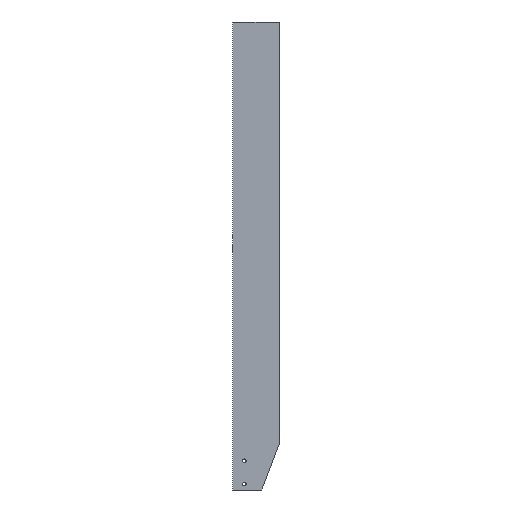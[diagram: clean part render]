
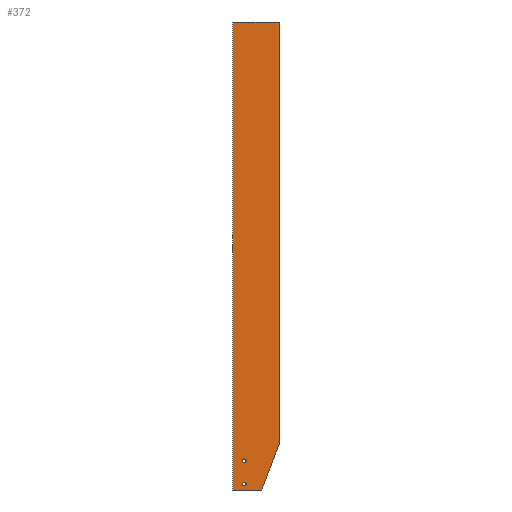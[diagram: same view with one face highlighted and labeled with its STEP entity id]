
A CAD part, front view. The second image highlights one B-rep face of the part: STEP entity #372.
In plain terms, the highlighted planar face has unit normal (0, -1, 0).
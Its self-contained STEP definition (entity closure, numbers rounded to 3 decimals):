
#266=CARTESIAN_POINT('',(40.,0.,400.));
#267=VERTEX_POINT('',#266);
#268=CARTESIAN_POINT('',(40.,0.,40.));
#269=VERTEX_POINT('',#268);
#270=CARTESIAN_POINT('',(40.,0.,400.));
#271=DIRECTION('',(0.,0.,-1.));
#272=VECTOR('',#271,360.);
#273=LINE('',#270,#272);
#274=EDGE_CURVE('',#267,#269,#273,.T.);
#288=CARTESIAN_POINT('',(0.,0.,0.));
#289=VERTEX_POINT('',#288);
#300=CARTESIAN_POINT('',(0.,0.,400.));
#301=VERTEX_POINT('',#300);
#302=CARTESIAN_POINT('',(0.,0.,400.));
#303=DIRECTION('',(0.,0.,-1.));
#304=VECTOR('',#303,400.);
#305=LINE('',#302,#304);
#306=EDGE_CURVE('',#301,#289,#305,.T.);
#321=CARTESIAN_POINT('',(0.,0.,400.));
#322=DIRECTION('',(0.,1.,0.));
#323=DIRECTION('',(0.,0.,1.));
#324=AXIS2_PLACEMENT_3D('',#321,#322,#323);
#325=PLANE('',#324);
#326=CARTESIAN_POINT('',(10.,0.,3.5));
#327=VERTEX_POINT('',#326);
#328=CARTESIAN_POINT('',(10.,0.,5.));
#329=DIRECTION('',(0.,-1.,0.));
#330=DIRECTION('',(0.,0.,-1.));
#331=AXIS2_PLACEMENT_3D('',#328,#329,#330);
#332=CIRCLE('',#331,1.5);
#333=EDGE_CURVE('',#327,#327,#332,.T.);
#334=ORIENTED_EDGE('',*,*,#333,.F.);
#335=EDGE_LOOP('',(#334));
#336=FACE_BOUND('',#335,.T.);
#337=CARTESIAN_POINT('',(10.,0.,23.5));
#338=VERTEX_POINT('',#337);
#339=CARTESIAN_POINT('',(10.,0.,25.));
#340=DIRECTION('',(0.,-1.,0.));
#341=DIRECTION('',(0.,0.,-1.));
#342=AXIS2_PLACEMENT_3D('',#339,#340,#341);
#343=CIRCLE('',#342,1.5);
#344=EDGE_CURVE('',#338,#338,#343,.T.);
#345=ORIENTED_EDGE('',*,*,#344,.F.);
#346=EDGE_LOOP('',(#345));
#347=FACE_BOUND('',#346,.T.);
#348=CARTESIAN_POINT('',(25.,0.,0.));
#349=VERTEX_POINT('',#348);
#350=CARTESIAN_POINT('',(0.,0.,0.));
#351=DIRECTION('',(1.,0.,0.));
#352=VECTOR('',#351,25.);
#353=LINE('',#350,#352);
#354=EDGE_CURVE('',#289,#349,#353,.T.);
#355=ORIENTED_EDGE('',*,*,#354,.T.);
#356=CARTESIAN_POINT('',(40.,0.,40.));
#357=DIRECTION('',(-0.351,0.,-0.936));
#358=VECTOR('',#357,42.72);
#359=LINE('',#356,#358);
#360=EDGE_CURVE('',#269,#349,#359,.T.);
#361=ORIENTED_EDGE('',*,*,#360,.F.);
#362=ORIENTED_EDGE('',*,*,#274,.F.);
#363=CARTESIAN_POINT('',(0.,0.,400.));
#364=DIRECTION('',(1.,0.,-0.));
#365=VECTOR('',#364,40.);
#366=LINE('',#363,#365);
#367=EDGE_CURVE('',#301,#267,#366,.T.);
#368=ORIENTED_EDGE('',*,*,#367,.F.);
#369=ORIENTED_EDGE('',*,*,#306,.T.);
#370=EDGE_LOOP('',(#355,#361,#362,#368,#369));
#371=FACE_BOUND('',#370,.T.);
#372=ADVANCED_FACE('',(#336,#347,#371),#325,.F.);
